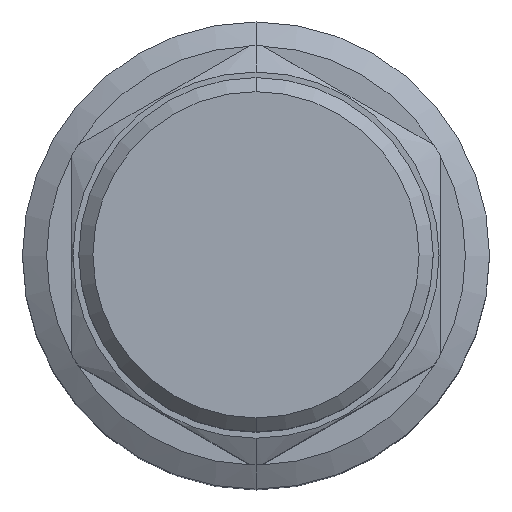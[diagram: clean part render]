
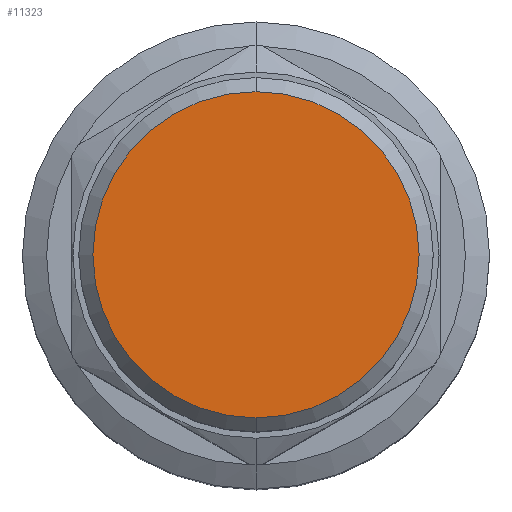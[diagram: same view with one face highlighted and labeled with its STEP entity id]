
A CAD part, top view. The second image highlights one B-rep face of the part: STEP entity #11323.
In plain terms, the highlighted planar face has unit normal (0, 0, 1).
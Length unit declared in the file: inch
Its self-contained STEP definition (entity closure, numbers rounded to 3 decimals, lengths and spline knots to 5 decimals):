
#5304=CARTESIAN_POINT('',(0.,0.,9.706));
#5305=DIRECTION('',(0.,0.,1.));
#5306=DIRECTION('',(0.,-1.,0.));
#5307=AXIS2_PLACEMENT_3D('',#5304,#5305,#5306);
#5322=CARTESIAN_POINT('',(0.,0.,9.706));
#5323=DIRECTION('',(0.,0.,1.));
#5324=DIRECTION('',(0.,1.,0.));
#5325=AXIS2_PLACEMENT_3D('',#5322,#5323,#5324);
#5973=CARTESIAN_POINT('',(0.,0.719,9.706));
#5974=CARTESIAN_POINT('',(0.,-0.719,9.706));
#5975=VERTEX_POINT('',#5973);
#5976=VERTEX_POINT('',#5974);
#11313=CARTESIAN_POINT('',(0.,0.,9.706));
#11314=DIRECTION('',(0.,0.,1.));
#11315=DIRECTION('',(0.,1.,0.));
#11316=AXIS2_PLACEMENT_3D('',#11313,#11314,#11315);
#11317=PLANE('',#11316);
#11318=ORIENTED_EDGE('',*,*,#11303,.F.);
#11320=ORIENTED_EDGE('',*,*,#11319,.F.);
#11321=EDGE_LOOP('',(#11318,#11320));
#11322=FACE_OUTER_BOUND('',#11321,.F.);
#11323=ADVANCED_FACE('',(#11322),#11317,.T.);
#5308=CIRCLE('',#5307,0.719);
#5326=CIRCLE('',#5325,0.719);
#11303=EDGE_CURVE('',#5976,#5975,#5308,.T.);
#11319=EDGE_CURVE('',#5975,#5976,#5326,.T.);
